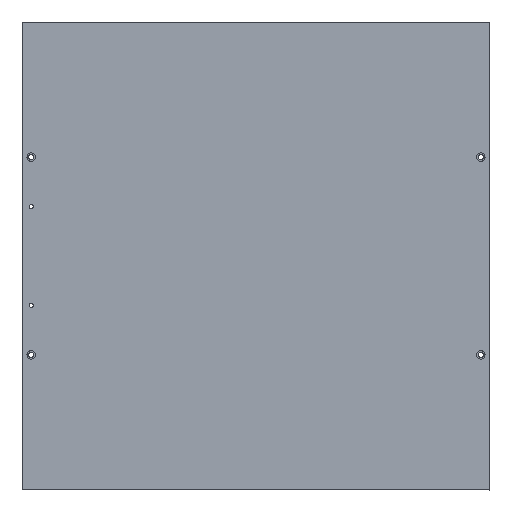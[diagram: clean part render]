
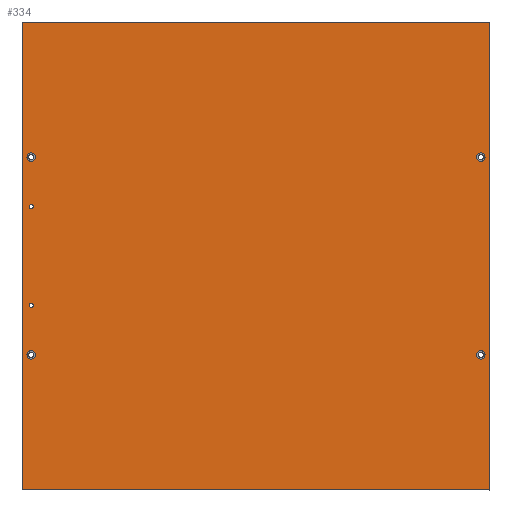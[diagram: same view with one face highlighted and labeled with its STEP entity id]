
A CAD part, top view. The second image highlights one B-rep face of the part: STEP entity #334.
In plain terms, the highlighted planar face has unit normal (0, 0, 1).
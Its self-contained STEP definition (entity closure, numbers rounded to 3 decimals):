
#17=FACE_BOUND('',#73,.T.);
#18=FACE_BOUND('',#74,.T.);
#19=FACE_BOUND('',#75,.T.);
#20=FACE_BOUND('',#76,.T.);
#21=FACE_BOUND('',#77,.T.);
#22=FACE_BOUND('',#78,.T.);
#34=PLANE('',#380);
#50=FACE_OUTER_BOUND('',#72,.T.);
#72=EDGE_LOOP('',(#263,#264,#265,#266));
#73=EDGE_LOOP('',(#267));
#74=EDGE_LOOP('',(#268));
#75=EDGE_LOOP('',(#269));
#76=EDGE_LOOP('',(#270));
#77=EDGE_LOOP('',(#271));
#78=EDGE_LOOP('',(#272));
#103=LINE('',#545,#125);
#107=LINE('',#553,#129);
#108=LINE('',#555,#130);
#109=LINE('',#556,#131);
#125=VECTOR('',#449,48.25);
#129=VECTOR('',#455,10.);
#130=VECTOR('',#456,48.25);
#131=VECTOR('',#457,10.);
#142=CIRCLE('',#361,1.5);
#144=CIRCLE('',#364,1.5);
#146=CIRCLE('',#367,3.25);
#150=CIRCLE('',#374,3.25);
#153=CIRCLE('',#381,3.25);
#154=CIRCLE('',#382,3.25);
#162=VERTEX_POINT('',#507);
#164=VERTEX_POINT('',#513);
#166=VERTEX_POINT('',#519);
#170=VERTEX_POINT('',#532);
#173=VERTEX_POINT('',#543);
#174=VERTEX_POINT('',#544);
#177=VERTEX_POINT('',#552);
#178=VERTEX_POINT('',#554);
#179=VERTEX_POINT('',#557);
#180=VERTEX_POINT('',#559);
#191=EDGE_CURVE('',#162,#162,#142,.T.);
#194=EDGE_CURVE('',#164,#164,#144,.T.);
#197=EDGE_CURVE('',#166,#166,#146,.T.);
#203=EDGE_CURVE('',#170,#170,#150,.T.);
#207=EDGE_CURVE('',#173,#174,#103,.T.);
#211=EDGE_CURVE('',#177,#174,#107,.T.);
#212=EDGE_CURVE('',#177,#178,#108,.T.);
#213=EDGE_CURVE('',#178,#173,#109,.T.);
#214=EDGE_CURVE('',#179,#179,#153,.T.);
#215=EDGE_CURVE('',#180,#180,#154,.T.);
#263=ORIENTED_EDGE('',*,*,#211,.F.);
#264=ORIENTED_EDGE('',*,*,#212,.T.);
#265=ORIENTED_EDGE('',*,*,#213,.T.);
#266=ORIENTED_EDGE('',*,*,#207,.T.);
#267=ORIENTED_EDGE('',*,*,#191,.T.);
#268=ORIENTED_EDGE('',*,*,#194,.T.);
#269=ORIENTED_EDGE('',*,*,#203,.T.);
#270=ORIENTED_EDGE('',*,*,#197,.T.);
#271=ORIENTED_EDGE('',*,*,#214,.T.);
#272=ORIENTED_EDGE('',*,*,#215,.T.);
#334=ADVANCED_FACE('',(#50,#17,#18,#19,#20,#21,#22),#34,.T.);
#361=AXIS2_PLACEMENT_3D('',#509,#406,#407);
#364=AXIS2_PLACEMENT_3D('',#515,#413,#414);
#367=AXIS2_PLACEMENT_3D('',#521,#420,#421);
#374=AXIS2_PLACEMENT_3D('',#534,#436,#437);
#380=AXIS2_PLACEMENT_3D('',#551,#453,#454);
#381=AXIS2_PLACEMENT_3D('',#558,#458,#459);
#382=AXIS2_PLACEMENT_3D('',#560,#460,#461);
#406=DIRECTION('center_axis',(0.,0.,-1.));
#407=DIRECTION('ref_axis',(0.,1.,0.));
#413=DIRECTION('center_axis',(0.,0.,-1.));
#414=DIRECTION('ref_axis',(0.,1.,0.));
#420=DIRECTION('center_axis',(0.,0.,-1.));
#421=DIRECTION('ref_axis',(0.,-1.,0.));
#436=DIRECTION('center_axis',(0.,0.,-1.));
#437=DIRECTION('ref_axis',(0.,-1.,0.));
#449=DIRECTION('',(0.,-1.,0.));
#453=DIRECTION('center_axis',(0.,0.,1.));
#454=DIRECTION('ref_axis',(1.,0.,0.));
#455=DIRECTION('',(-1.,0.,0.));
#456=DIRECTION('',(0.,1.,0.));
#457=DIRECTION('',(-1.,0.,0.));
#458=DIRECTION('center_axis',(0.,0.,-1.));
#459=DIRECTION('ref_axis',(0.,1.,0.));
#460=DIRECTION('center_axis',(0.,0.,-1.));
#461=DIRECTION('ref_axis',(0.,1.,0.));
#507=CARTESIAN_POINT('',(6.,88.,8.94));
#509=CARTESIAN_POINT('Origin',(6.,89.5,8.94));
#513=CARTESIAN_POINT('',(6.,163.,8.94));
#515=CARTESIAN_POINT('Origin',(6.,164.5,8.94));
#519=CARTESIAN_POINT('',(6.,55.25,8.94));
#521=CARTESIAN_POINT('Origin',(6.,52.,8.94));
#532=CARTESIAN_POINT('',(6.,205.25,8.94));
#534=CARTESIAN_POINT('Origin',(6.,202.,8.94));
#543=CARTESIAN_POINT('',(-1.,304.5,8.94));
#544=CARTESIAN_POINT('',(-1.,-50.5,8.94));
#545=CARTESIAN_POINT('',(-1.,254.,8.94));
#551=CARTESIAN_POINT('Origin',(227.,127.,8.94));
#552=CARTESIAN_POINT('',(354.,-50.5,8.94));
#553=CARTESIAN_POINT('',(177.,-50.5,8.94));
#554=CARTESIAN_POINT('',(354.,304.5,8.94));
#555=CARTESIAN_POINT('',(354.,205.75,8.94));
#556=CARTESIAN_POINT('',(177.,304.5,8.94));
#557=CARTESIAN_POINT('',(347.,48.75,8.94));
#558=CARTESIAN_POINT('Origin',(347.,52.,8.94));
#559=CARTESIAN_POINT('',(347.,198.75,8.94));
#560=CARTESIAN_POINT('Origin',(347.,202.,8.94));
